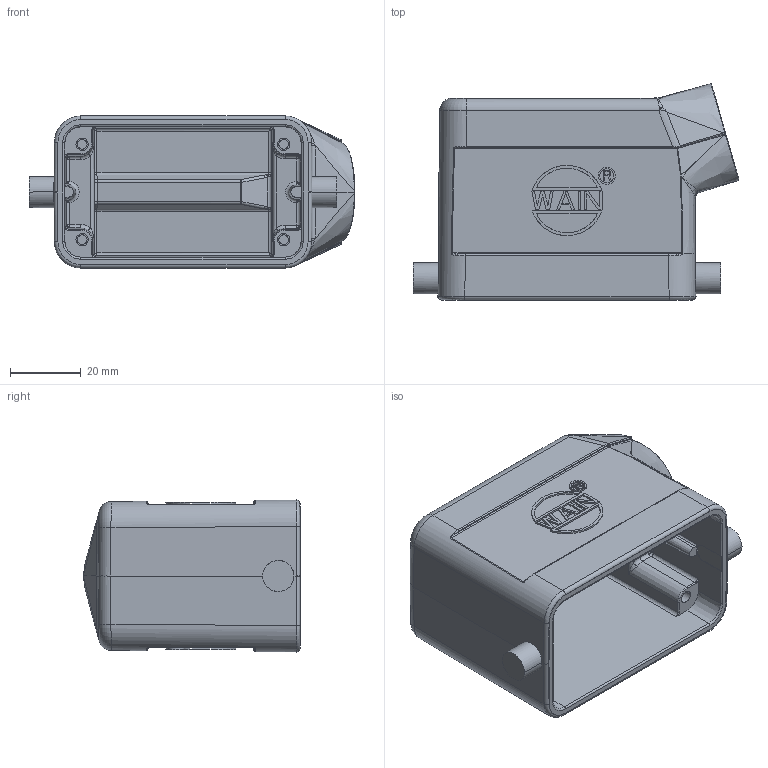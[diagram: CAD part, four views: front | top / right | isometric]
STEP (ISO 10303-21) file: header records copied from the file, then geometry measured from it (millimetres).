
FILE_DESCRIPTION((''),'2;1');
FILE_NAME('3D__H10B-SE-2B-M20_V1','2019-04-08T',('sh.ye'),(''),'PRO/ENGINEER BY PARAMETRIC TECHNOLOGY CORPORATION, 2015240','PRO/ENGINEER BY PARAMETRIC TECHNOLOGY CORPORATION, 2015240','');
FILE_SCHEMA(('AUTOMOTIVE_DESIGN { 1 0 10303 214 1 1 1 1 }'));
Length unit declared in the file: millimetre
Products named in the file (1): 3D__H10B-SE-2B-M20_V1
Bounding box: 92.11 x 61.21 x 42.98 mm (x, y, z)
Volume: 58930.5 mm3; surface area: 31194.1 mm2
Topology: 1 solids, 1 shells, 566 faces, 1391 edges, 850 vertices
Faces by surface type: plane 241, cylinder 129, bspline 114, torus 39, cone 22, sphere 13, extrusion 8
Entity records: 21412 total; most frequent: CARTESIAN_POINT 8962, ORIENTED_EDGE 2756, DIRECTION 2188, EDGE_CURVE 1378, VERTEX_POINT 850, VECTOR 742, LINE 734, AXIS2_PLACEMENT_3D 723
